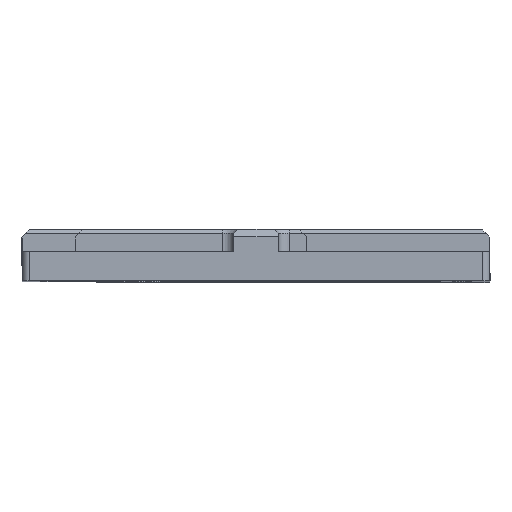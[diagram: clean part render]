
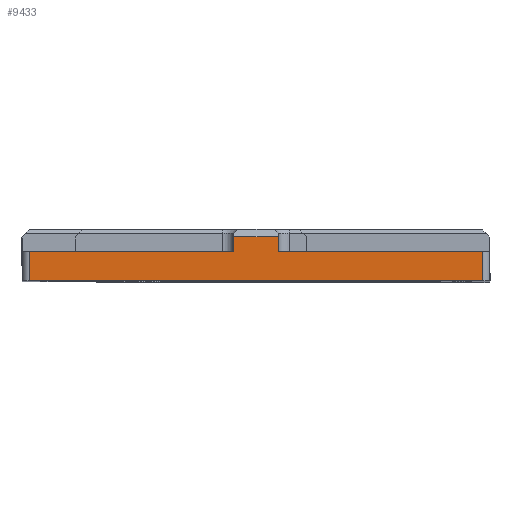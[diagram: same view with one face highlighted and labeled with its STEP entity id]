
A CAD part, top view. The second image highlights one B-rep face of the part: STEP entity #9433.
In plain terms, the highlighted planar face has unit normal (0, 0, 1).
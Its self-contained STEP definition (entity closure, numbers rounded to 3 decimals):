
#12 = DIRECTION ( 'NONE',  ( 0., -1., 0. ) ) ;
#347 = CARTESIAN_POINT ( 'NONE',  ( 29.25, 5.95, 0. ) ) ;
#418 = EDGE_CURVE ( 'NONE', #8080, #4096, #1616, .T. ) ;
#671 = DIRECTION ( 'NONE',  ( 0., 0., -1. ) ) ;
#1133 = CARTESIAN_POINT ( 'NONE',  ( 62.5, 6.95, 0. ) ) ;
#1406 = AXIS2_PLACEMENT_3D ( 'NONE', #7041, #671, #8360 ) ;
#1616 = LINE ( 'NONE', #5023, #7913 ) ;
#1692 = VERTEX_POINT ( 'NONE', #13468 ) ;
#2373 = ORIENTED_EDGE ( 'NONE', *, *, #5879, .T. ) ;
#3020 = ORIENTED_EDGE ( 'NONE', *, *, #11183, .F. ) ;
#3130 = PLANE ( 'NONE',  #1406 ) ;
#3362 = VECTOR ( 'NONE', #14351, 1000. ) ;
#3796 = VERTEX_POINT ( 'NONE', #8770 ) ;
#3811 = CARTESIAN_POINT ( 'NONE',  ( 62.5, 3.95, 0. ) ) ;
#3922 = LINE ( 'NONE', #10832, #14880 ) ;
#4059 = CARTESIAN_POINT ( 'NONE',  ( 34.75, 26.159, 0. ) ) ;
#4096 = VERTEX_POINT ( 'NONE', #7782 ) ;
#4111 = LINE ( 'NONE', #11824, #6755 ) ;
#4262 = CARTESIAN_POINT ( 'NONE',  ( 28.75, 5.95, 0. ) ) ;
#4388 = EDGE_CURVE ( 'NONE', #15279, #4673, #14322, .T. ) ;
#4642 = ORIENTED_EDGE ( 'NONE', *, *, #4388, .F. ) ;
#4673 = VERTEX_POINT ( 'NONE', #7931 ) ;
#4914 = CARTESIAN_POINT ( 'NONE',  ( 1., 3.95, 0. ) ) ;
#5023 = CARTESIAN_POINT ( 'NONE',  ( 1., 6.95, 0. ) ) ;
#5102 = LINE ( 'NONE', #4059, #15035 ) ;
#5138 = ORIENTED_EDGE ( 'NONE', *, *, #13388, .T. ) ;
#5145 = DIRECTION ( 'NONE',  ( 0., -1., 0. ) ) ;
#5773 = VECTOR ( 'NONE', #12, 1000. ) ;
#5879 = EDGE_CURVE ( 'NONE', #3796, #12251, #10794, .T. ) ;
#5899 = EDGE_CURVE ( 'NONE', #4096, #4673, #4111, .T. ) ;
#6528 = EDGE_CURVE ( 'NONE', #3796, #1692, #5102, .T. ) ;
#6691 = CARTESIAN_POINT ( 'NONE',  ( 0., 3.95, 0. ) ) ;
#6755 = VECTOR ( 'NONE', #10681, 1000. ) ;
#7033 = DIRECTION ( 'NONE',  ( 1., 0., 0. ) ) ;
#7041 = CARTESIAN_POINT ( 'NONE',  ( 1., 6.95, 0. ) ) ;
#7782 = CARTESIAN_POINT ( 'NONE',  ( 1., 0., 0. ) ) ;
#7913 = VECTOR ( 'NONE', #5145, 1000. ) ;
#7931 = CARTESIAN_POINT ( 'NONE',  ( 62.5, 0., 0. ) ) ;
#8080 = VERTEX_POINT ( 'NONE', #4914 ) ;
#8336 = VECTOR ( 'NONE', #9173, 1000. ) ;
#8360 = DIRECTION ( 'NONE',  ( -1., 0., 0. ) ) ;
#8770 = CARTESIAN_POINT ( 'NONE',  ( 34.75, 5.95, 0. ) ) ;
#9173 = DIRECTION ( 'NONE',  ( 0., -1., 0. ) ) ;
#9433 = ADVANCED_FACE ( 'NONE', ( #12470 ), #3130, .F. ) ;
#10220 = ORIENTED_EDGE ( 'NONE', *, *, #5899, .T. ) ;
#10681 = DIRECTION ( 'NONE',  ( 1., 0., 0. ) ) ;
#10794 = LINE ( 'NONE', #347, #12400 ) ;
#10832 = CARTESIAN_POINT ( 'NONE',  ( 0., 3.95, 0. ) ) ;
#11183 = EDGE_CURVE ( 'NONE', #1692, #15279, #3922, .T. ) ;
#11635 = DIRECTION ( 'NONE',  ( 0., -1., 0. ) ) ;
#11824 = CARTESIAN_POINT ( 'NONE',  ( 1., 0., 0. ) ) ;
#12251 = VERTEX_POINT ( 'NONE', #4262 ) ;
#12400 = VECTOR ( 'NONE', #12947, 1000. ) ;
#12470 = FACE_OUTER_BOUND ( 'NONE', #12519, .T. ) ;
#12519 = EDGE_LOOP ( 'NONE', ( #15678, #2373, #5138, #16523, #13079, #10220, #4642, #3020 ) ) ;
#12947 = DIRECTION ( 'NONE',  ( -1., 0., 0. ) ) ;
#13079 = ORIENTED_EDGE ( 'NONE', *, *, #418, .T. ) ;
#13388 = EDGE_CURVE ( 'NONE', #12251, #13764, #15220, .T. ) ;
#13468 = CARTESIAN_POINT ( 'NONE',  ( 34.75, 3.95, 0. ) ) ;
#13764 = VERTEX_POINT ( 'NONE', #13921 ) ;
#13921 = CARTESIAN_POINT ( 'NONE',  ( 28.75, 3.95, 0. ) ) ;
#14322 = LINE ( 'NONE', #1133, #5773 ) ;
#14351 = DIRECTION ( 'NONE',  ( 1., 0., 0. ) ) ;
#14880 = VECTOR ( 'NONE', #7033, 1000. ) ;
#15035 = VECTOR ( 'NONE', #11635, 1000. ) ;
#15220 = LINE ( 'NONE', #16746, #8336 ) ;
#15279 = VERTEX_POINT ( 'NONE', #3811 ) ;
#15678 = ORIENTED_EDGE ( 'NONE', *, *, #6528, .F. ) ;
#15792 = EDGE_CURVE ( 'NONE', #8080, #13764, #16348, .T. ) ;
#16348 = LINE ( 'NONE', #6691, #3362 ) ;
#16523 = ORIENTED_EDGE ( 'NONE', *, *, #15792, .F. ) ;
#16746 = CARTESIAN_POINT ( 'NONE',  ( 28.75, 26.159, 0. ) ) ;
